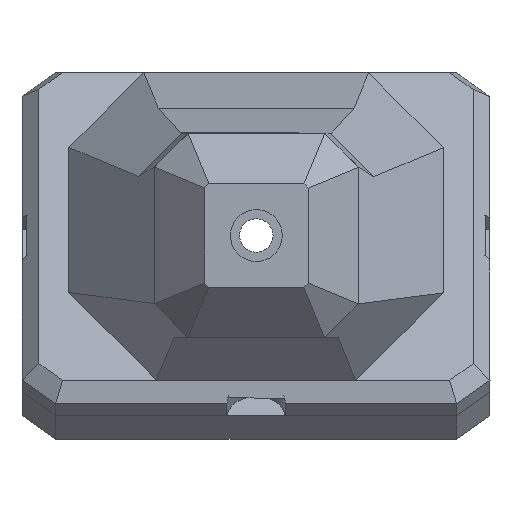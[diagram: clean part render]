
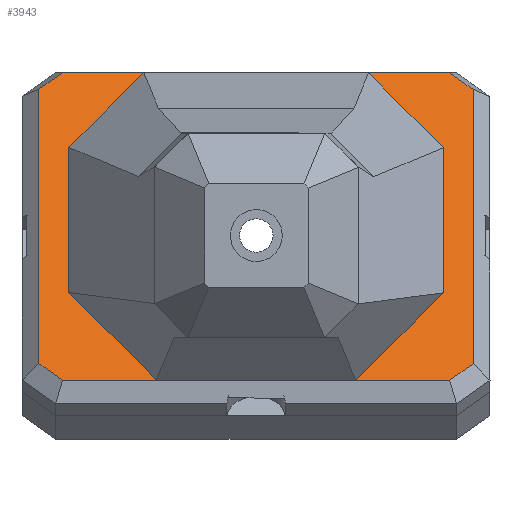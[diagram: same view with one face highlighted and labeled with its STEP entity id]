
A CAD part, front view. The second image highlights one B-rep face of the part: STEP entity #3943.
In plain terms, the highlighted planar face has unit normal (0.001, -0.708, 0.706).
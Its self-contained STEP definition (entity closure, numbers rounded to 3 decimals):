
#220=PLANE('',#4288);
#390=FACE_OUTER_BOUND('',#620,.T.);
#620=EDGE_LOOP('',(#3116,#3117,#3118,#3119,#3120,#3121,#3122,#3123,#3124,
#3125,#3126,#3127,#3128,#3129,#3130,#3131,#3132));
#796=LINE('',#5892,#1102);
#805=LINE('',#5910,#1111);
#820=LINE('',#5940,#1126);
#823=LINE('',#5946,#1129);
#883=LINE('',#6432,#1189);
#908=LINE('',#6481,#1214);
#911=LINE('',#6487,#1217);
#912=LINE('',#6490,#1218);
#914=LINE('',#6494,#1220);
#920=LINE('',#6506,#1226);
#925=LINE('',#6516,#1231);
#929=LINE('',#6523,#1235);
#931=LINE('',#6527,#1237);
#932=LINE('',#6529,#1238);
#933=LINE('',#6530,#1239);
#934=LINE('',#6531,#1240);
#935=LINE('',#6532,#1241);
#1102=VECTOR('',#4664,10.);
#1111=VECTOR('',#4679,10.);
#1126=VECTOR('',#4704,10.);
#1129=VECTOR('',#4707,10.);
#1189=VECTOR('',#5051,10.);
#1214=VECTOR('',#5090,10.);
#1217=VECTOR('',#5095,10.);
#1218=VECTOR('',#5098,10.);
#1220=VECTOR('',#5102,10.);
#1226=VECTOR('',#5112,10.);
#1231=VECTOR('',#5119,10.);
#1235=VECTOR('',#5125,10.);
#1237=VECTOR('',#5129,10.);
#1238=VECTOR('',#5130,10.);
#1239=VECTOR('',#5131,10.);
#1240=VECTOR('',#5132,10.);
#1241=VECTOR('',#5133,10.);
#1652=VERTEX_POINT('',#5889);
#1653=VERTEX_POINT('',#5891);
#1658=VERTEX_POINT('',#5907);
#1659=VERTEX_POINT('',#5909);
#1668=VERTEX_POINT('',#5937);
#1669=VERTEX_POINT('',#5939);
#1671=VERTEX_POINT('',#5943);
#1672=VERTEX_POINT('',#5945);
#1796=VERTEX_POINT('',#6430);
#1813=VERTEX_POINT('',#6479);
#1815=VERTEX_POINT('',#6485);
#1816=VERTEX_POINT('',#6489);
#1817=VERTEX_POINT('',#6493);
#1821=VERTEX_POINT('',#6505);
#1825=VERTEX_POINT('',#6515);
#1828=VERTEX_POINT('',#6526);
#1829=VERTEX_POINT('',#6528);
#2058=EDGE_CURVE('',#1652,#1653,#796,.T.);
#2067=EDGE_CURVE('',#1658,#1659,#805,.T.);
#2082=EDGE_CURVE('',#1668,#1669,#820,.T.);
#2085=EDGE_CURVE('',#1671,#1672,#823,.T.);
#2269=EDGE_CURVE('',#1796,#1671,#883,.T.);
#2294=EDGE_CURVE('',#1813,#1796,#908,.T.);
#2297=EDGE_CURVE('',#1815,#1813,#911,.T.);
#2298=EDGE_CURVE('',#1669,#1816,#912,.T.);
#2300=EDGE_CURVE('',#1816,#1817,#914,.T.);
#2306=EDGE_CURVE('',#1821,#1815,#920,.T.);
#2311=EDGE_CURVE('',#1825,#1821,#925,.T.);
#2315=EDGE_CURVE('',#1817,#1825,#929,.T.);
#2317=EDGE_CURVE('',#1828,#1668,#931,.T.);
#2318=EDGE_CURVE('',#1829,#1828,#932,.T.);
#2319=EDGE_CURVE('',#1653,#1829,#933,.T.);
#2320=EDGE_CURVE('',#1659,#1652,#934,.T.);
#2321=EDGE_CURVE('',#1672,#1658,#935,.T.);
#3116=ORIENTED_EDGE('',*,*,#2306,.F.);
#3117=ORIENTED_EDGE('',*,*,#2311,.F.);
#3118=ORIENTED_EDGE('',*,*,#2315,.F.);
#3119=ORIENTED_EDGE('',*,*,#2300,.F.);
#3120=ORIENTED_EDGE('',*,*,#2298,.F.);
#3121=ORIENTED_EDGE('',*,*,#2082,.F.);
#3122=ORIENTED_EDGE('',*,*,#2317,.F.);
#3123=ORIENTED_EDGE('',*,*,#2318,.F.);
#3124=ORIENTED_EDGE('',*,*,#2319,.F.);
#3125=ORIENTED_EDGE('',*,*,#2058,.F.);
#3126=ORIENTED_EDGE('',*,*,#2320,.F.);
#3127=ORIENTED_EDGE('',*,*,#2067,.F.);
#3128=ORIENTED_EDGE('',*,*,#2321,.F.);
#3129=ORIENTED_EDGE('',*,*,#2085,.F.);
#3130=ORIENTED_EDGE('',*,*,#2269,.F.);
#3131=ORIENTED_EDGE('',*,*,#2294,.F.);
#3132=ORIENTED_EDGE('',*,*,#2297,.F.);
#3943=ADVANCED_FACE('',(#390),#220,.F.);
#4288=AXIS2_PLACEMENT_3D('',#6525,#5127,#5128);
#4664=DIRECTION('',(-1.,-0.001,0.));
#4679=DIRECTION('',(0.,-0.706,-0.708));
#4704=DIRECTION('',(1.,0.001,0.));
#4707=DIRECTION('',(1.,0.001,0.));
#5051=DIRECTION('',(-1.,0.,0.001));
#5090=DIRECTION('',(-0.577,0.576,0.579));
#5095=DIRECTION('',(0.,0.706,0.708));
#5098=DIRECTION('',(-0.578,-0.577,-0.578));
#5102=DIRECTION('',(0.,-0.706,-0.708));
#5112=DIRECTION('',(0.578,0.577,0.578));
#5119=DIRECTION('',(1.,0.,-0.001));
#5125=DIRECTION('',(0.577,-0.576,-0.579));
#5127=DIRECTION('center_axis',(-0.001,0.708,
-0.706));
#5128=DIRECTION('ref_axis',(-1.,-0.001,0.));
#5129=DIRECTION('',(0.707,0.5,0.5));
#5130=DIRECTION('',(0.,0.706,0.708));
#5131=DIRECTION('',(-0.707,0.499,0.501));
#5132=DIRECTION('',(-0.707,-0.5,-0.5));
#5133=DIRECTION('',(0.707,-0.499,-0.501));
#5889=CARTESIAN_POINT('',(-510.596,-78.754,-261.299));
#5891=CARTESIAN_POINT('',(-556.939,-78.796,-261.281));
#5892=CARTESIAN_POINT('',(-545.768,-78.786,-261.286));
#5907=CARTESIAN_POINT('',(-507.786,-44.027,-226.486));
#5909=CARTESIAN_POINT('',(-507.769,-76.754,-259.297));
#5910=CARTESIAN_POINT('',(-507.773,-68.865,-251.388));
#5937=CARTESIAN_POINT('',(-556.959,-42.074,-224.465));
#5939=CARTESIAN_POINT('',(-547.246,-42.065,-224.468));
#5940=CARTESIAN_POINT('',(-521.787,-42.042,-224.478));
#5943=CARTESIAN_POINT('',(-527.875,-42.048,-224.476));
#5945=CARTESIAN_POINT('',(-510.616,-42.032,-224.482));
#5946=CARTESIAN_POINT('',(-521.787,-42.042,-224.478));
#6430=CARTESIAN_POINT('',(-520.304,-42.048,-224.485));
#6432=CARTESIAN_POINT('',(-537.823,-42.048,-224.463));
#6479=CARTESIAN_POINT('',(-511.363,-50.98,-233.453));
#6481=CARTESIAN_POINT('',(-506.083,-56.256,-238.748));
#6485=CARTESIAN_POINT('',(-511.37,-68.308,-250.824));
#6487=CARTESIAN_POINT('',(-511.37,-69.038,-251.557));
#6489=CARTESIAN_POINT('',(-556.183,-50.988,-233.403));
#6490=CARTESIAN_POINT('',(-562.807,-57.601,-240.024));
#6493=CARTESIAN_POINT('',(-556.19,-68.313,-250.772));
#6494=CARTESIAN_POINT('',(-556.191,-73.142,-255.613));
#6505=CARTESIAN_POINT('',(-521.843,-78.764,-261.294));
#6506=CARTESIAN_POINT('',(-520.024,-76.948,-259.476));
#6515=CARTESIAN_POINT('',(-545.729,-78.764,-261.264));
#6516=CARTESIAN_POINT('',(-529.693,-78.764,-261.284));
#6523=CARTESIAN_POINT('',(-546.195,-78.299,-260.797));
#6525=CARTESIAN_POINT('Origin',(-533.778,-60.414,-242.882));
#6526=CARTESIAN_POINT('',(-559.786,-44.074,-226.466));
#6527=CARTESIAN_POINT('',(-557.373,-42.367,-224.758));
#6528=CARTESIAN_POINT('',(-559.769,-76.802,-259.278));
#6529=CARTESIAN_POINT('',(-559.782,-51.963,-234.376));
#6530=CARTESIAN_POINT('',(-559.354,-77.094,-259.571));
#6531=CARTESIAN_POINT('',(-510.182,-78.461,-261.006));
#6532=CARTESIAN_POINT('',(-508.201,-43.735,-226.192));
